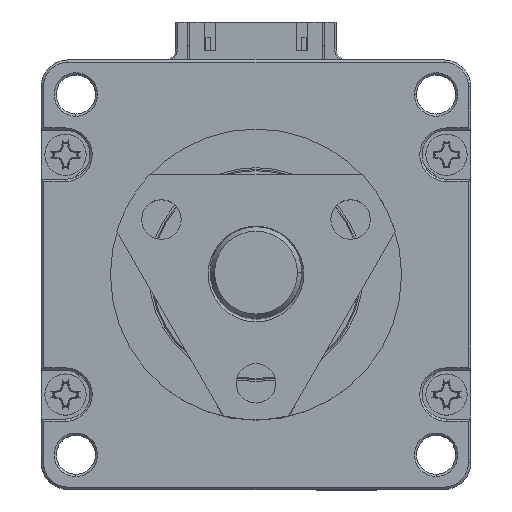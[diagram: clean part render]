
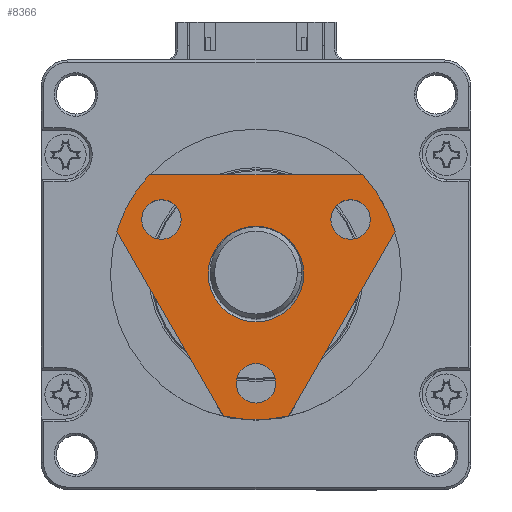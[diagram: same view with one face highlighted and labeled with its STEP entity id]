
A CAD part, top view. The second image highlights one B-rep face of the part: STEP entity #8366.
In plain terms, the highlighted planar face has unit normal (0, 0, 1).
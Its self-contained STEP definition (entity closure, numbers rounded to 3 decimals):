
#84 = CARTESIAN_POINT ( 'NONE',  ( 12.376, 7.145, 40.4 ) ) ;
#218 = CARTESIAN_POINT ( 'NONE',  ( -12.376, 4.565, 40.4 ) ) ;
#404 = DIRECTION ( 'NONE',  ( 0., 1., 0. ) ) ;
#667 = DIRECTION ( 'NONE',  ( 0., -1., 0. ) ) ;
#766 = VERTEX_POINT ( 'NONE', #20371 ) ;
#959 = ORIENTED_EDGE ( 'NONE', *, *, #2679, .F. ) ;
#1139 = AXIS2_PLACEMENT_3D ( 'NONE', #1728, #7058, #9199 ) ;
#1428 = VERTEX_POINT ( 'NONE', #2523 ) ;
#1461 = CARTESIAN_POINT ( 'NONE',  ( 0., 0., 40.4 ) ) ;
#1728 = CARTESIAN_POINT ( 'NONE',  ( 0., -14.29, 40.4 ) ) ;
#1833 = VERTEX_POINT ( 'NONE', #8054 ) ;
#1848 = CARTESIAN_POINT ( 'NONE',  ( 0., -14.29, 40.4 ) ) ;
#2173 = DIRECTION ( 'NONE',  ( 0., 0., 1. ) ) ;
#2292 = EDGE_CURVE ( 'NONE', #5725, #13292, #16806, .T. ) ;
#2523 = CARTESIAN_POINT ( 'NONE',  ( 6.25, 0., 40.4 ) ) ;
#2679 = EDGE_CURVE ( 'NONE', #19714, #2863, #11152, .T. ) ;
#2760 = AXIS2_PLACEMENT_3D ( 'NONE', #24214, #18643, #9049 ) ;
#2863 = VERTEX_POINT ( 'NONE', #21462 ) ;
#3074 = AXIS2_PLACEMENT_3D ( 'NONE', #1461, #12489, #14388 ) ;
#3182 = ORIENTED_EDGE ( 'NONE', *, *, #4730, .F. ) ;
#3335 = EDGE_CURVE ( 'NONE', #1428, #11369, #10110, .T. ) ;
#3963 = ORIENTED_EDGE ( 'NONE', *, *, #8027, .F. ) ;
#4276 = CARTESIAN_POINT ( 'NONE',  ( 0., 0., 40.4 ) ) ;
#4355 = EDGE_CURVE ( 'NONE', #5275, #5725, #23940, .T. ) ;
#4565 = ORIENTED_EDGE ( 'NONE', *, *, #3335, .F. ) ;
#4582 = AXIS2_PLACEMENT_3D ( 'NONE', #84, #22806, #9457 ) ;
#4610 = EDGE_CURVE ( 'NONE', #17741, #6598, #21557, .T. ) ;
#4689 = DIRECTION ( 'NONE',  ( 0., 0., -1. ) ) ;
#4730 = EDGE_CURVE ( 'NONE', #19487, #17741, #9973, .T. ) ;
#4829 = ORIENTED_EDGE ( 'NONE', *, *, #4960, .F. ) ;
#4898 = CARTESIAN_POINT ( 'NONE',  ( 18.221, 5.559, 40.4 ) ) ;
#4925 = ORIENTED_EDGE ( 'NONE', *, *, #2292, .F. ) ;
#4960 = EDGE_CURVE ( 'NONE', #766, #6833, #14694, .T. ) ;
#5275 = VERTEX_POINT ( 'NONE', #11983 ) ;
#5610 = CARTESIAN_POINT ( 'NONE',  ( 13.925, 13., 40.4 ) ) ;
#5636 = DIRECTION ( 'NONE',  ( 0., 0., 1. ) ) ;
#5725 = VERTEX_POINT ( 'NONE', #9831 ) ;
#5746 = CARTESIAN_POINT ( 'NONE',  ( -4.296, -18.559, 40.4 ) ) ;
#5860 = AXIS2_PLACEMENT_3D ( 'NONE', #8158, #4689, #667 ) ;
#5931 = DIRECTION ( 'NONE',  ( 0., 0., -1. ) ) ;
#5948 = CIRCLE ( 'NONE', #15003, 2.58 ) ;
#6207 = CARTESIAN_POINT ( 'NONE',  ( 18.221, 5.559, 40.4 ) ) ;
#6281 = CIRCLE ( 'NONE', #4582, 2.58 ) ;
#6591 = FACE_BOUND ( 'NONE', #11089, .T. ) ;
#6598 = VERTEX_POINT ( 'NONE', #4898 ) ;
#6833 = VERTEX_POINT ( 'NONE', #18762 ) ;
#6835 = VERTEX_POINT ( 'NONE', #7274 ) ;
#7024 = EDGE_LOOP ( 'NONE', ( #4565, #10743 ) ) ;
#7058 = DIRECTION ( 'NONE',  ( 0., 0., 1. ) ) ;
#7274 = CARTESIAN_POINT ( 'NONE',  ( -18.221, 5.559, 40.4 ) ) ;
#7333 = AXIS2_PLACEMENT_3D ( 'NONE', #1848, #5636, #22348 ) ;
#7611 = CIRCLE ( 'NONE', #15022, 19.05 ) ;
#7640 = EDGE_CURVE ( 'NONE', #13292, #6835, #20197, .T. ) ;
#7778 = FACE_BOUND ( 'NONE', #7024, .T. ) ;
#7815 = FACE_OUTER_BOUND ( 'NONE', #22010, .T. ) ;
#7891 = EDGE_LOOP ( 'NONE', ( #3963, #4829 ) ) ;
#8027 = EDGE_CURVE ( 'NONE', #6833, #766, #16054, .T. ) ;
#8054 = CARTESIAN_POINT ( 'NONE',  ( 12.376, 9.725, 40.4 ) ) ;
#8066 = CARTESIAN_POINT ( 'NONE',  ( 0., 0., 40.4 ) ) ;
#8158 = CARTESIAN_POINT ( 'NONE',  ( 0., 0., 40.4 ) ) ;
#8366 = ADVANCED_FACE ( 'NONE', ( #7778, #11336, #6591, #22936, #7815 ), #8961, .F. ) ;
#8655 = AXIS2_PLACEMENT_3D ( 'NONE', #8066, #21304, #11429 ) ;
#8849 = EDGE_CURVE ( 'NONE', #11369, #1428, #23222, .T. ) ;
#8961 = PLANE ( 'NONE',  #2760 ) ;
#9049 = DIRECTION ( 'NONE',  ( 0., 1., 0. ) ) ;
#9199 = DIRECTION ( 'NONE',  ( 0., 1., 0. ) ) ;
#9457 = DIRECTION ( 'NONE',  ( 0., 1., 0. ) ) ;
#9459 = EDGE_LOOP ( 'NONE', ( #13687, #959 ) ) ;
#9465 = DIRECTION ( 'NONE',  ( 0., 0., -1. ) ) ;
#9676 = DIRECTION ( 'NONE',  ( 0., 0., 1. ) ) ;
#9831 = CARTESIAN_POINT ( 'NONE',  ( 0., -19.05, 40.4 ) ) ;
#9973 = LINE ( 'NONE', #10358, #24508 ) ;
#10110 = CIRCLE ( 'NONE', #8655, 6.25 ) ;
#10358 = CARTESIAN_POINT ( 'NONE',  ( 0., 13., 40.4 ) ) ;
#10743 = ORIENTED_EDGE ( 'NONE', *, *, #8849, .F. ) ;
#11089 = EDGE_LOOP ( 'NONE', ( #17530, #21679 ) ) ;
#11152 = CIRCLE ( 'NONE', #15921, 2.58 ) ;
#11246 = ORIENTED_EDGE ( 'NONE', *, *, #4610, .F. ) ;
#11336 = FACE_BOUND ( 'NONE', #9459, .T. ) ;
#11369 = VERTEX_POINT ( 'NONE', #19043 ) ;
#11429 = DIRECTION ( 'NONE',  ( 1., 0., 0. ) ) ;
#11453 = DIRECTION ( 'NONE',  ( 0., 1., 0. ) ) ;
#11575 = CARTESIAN_POINT ( 'NONE',  ( -12.376, 7.145, 40.4 ) ) ;
#11895 = VERTEX_POINT ( 'NONE', #19016 ) ;
#11939 = LINE ( 'NONE', #6207, #22351 ) ;
#11983 = CARTESIAN_POINT ( 'NONE',  ( 4.296, -18.559, 40.4 ) ) ;
#12042 = DIRECTION ( 'NONE',  ( -0.5, -0.866, 0. ) ) ;
#12411 = ORIENTED_EDGE ( 'NONE', *, *, #19830, .F. ) ;
#12489 = DIRECTION ( 'NONE',  ( 0., 0., 1. ) ) ;
#12979 = EDGE_CURVE ( 'NONE', #2863, #19714, #13887, .T. ) ;
#13292 = VERTEX_POINT ( 'NONE', #16130 ) ;
#13687 = ORIENTED_EDGE ( 'NONE', *, *, #12979, .F. ) ;
#13887 = CIRCLE ( 'NONE', #19751, 2.58 ) ;
#13959 = CARTESIAN_POINT ( 'NONE',  ( 0., 0., 40.4 ) ) ;
#14388 = DIRECTION ( 'NONE',  ( 1., 0., 0. ) ) ;
#14396 = DIRECTION ( 'NONE',  ( 1., 0., 0. ) ) ;
#14643 = ORIENTED_EDGE ( 'NONE', *, *, #7640, .F. ) ;
#14694 = CIRCLE ( 'NONE', #1139, 2.58 ) ;
#15003 = AXIS2_PLACEMENT_3D ( 'NONE', #21008, #9676, #22947 ) ;
#15022 = AXIS2_PLACEMENT_3D ( 'NONE', #4276, #5931, #21147 ) ;
#15319 = EDGE_CURVE ( 'NONE', #6835, #19487, #7611, .T. ) ;
#15431 = ORIENTED_EDGE ( 'NONE', *, *, #15319, .F. ) ;
#15921 = AXIS2_PLACEMENT_3D ( 'NONE', #20913, #2173, #11453 ) ;
#16054 = CIRCLE ( 'NONE', #7333, 2.58 ) ;
#16130 = CARTESIAN_POINT ( 'NONE',  ( -4.296, -18.559, 40.4 ) ) ;
#16806 = CIRCLE ( 'NONE', #23272, 19.05 ) ;
#17530 = ORIENTED_EDGE ( 'NONE', *, *, #22349, .F. ) ;
#17741 = VERTEX_POINT ( 'NONE', #5610 ) ;
#18296 = ORIENTED_EDGE ( 'NONE', *, *, #4355, .F. ) ;
#18643 = DIRECTION ( 'NONE',  ( 0., 0., -1. ) ) ;
#18762 = CARTESIAN_POINT ( 'NONE',  ( 0., -11.71, 40.4 ) ) ;
#19016 = CARTESIAN_POINT ( 'NONE',  ( 12.376, 4.565, 40.4 ) ) ;
#19043 = CARTESIAN_POINT ( 'NONE',  ( -6.25, 0., 40.4 ) ) ;
#19487 = VERTEX_POINT ( 'NONE', #19848 ) ;
#19514 = DIRECTION ( 'NONE',  ( 0., 0., -1. ) ) ;
#19714 = VERTEX_POINT ( 'NONE', #218 ) ;
#19751 = AXIS2_PLACEMENT_3D ( 'NONE', #11575, #22978, #404 ) ;
#19830 = EDGE_CURVE ( 'NONE', #6598, #5275, #11939, .T. ) ;
#19848 = CARTESIAN_POINT ( 'NONE',  ( -13.925, 13., 40.4 ) ) ;
#20197 = LINE ( 'NONE', #5746, #21733 ) ;
#20371 = CARTESIAN_POINT ( 'NONE',  ( 0., -16.87, 40.4 ) ) ;
#20806 = CARTESIAN_POINT ( 'NONE',  ( 0., 0., 40.4 ) ) ;
#20913 = CARTESIAN_POINT ( 'NONE',  ( -12.376, 7.145, 40.4 ) ) ;
#21008 = CARTESIAN_POINT ( 'NONE',  ( 12.376, 7.145, 40.4 ) ) ;
#21147 = DIRECTION ( 'NONE',  ( 0., -1., 0. ) ) ;
#21304 = DIRECTION ( 'NONE',  ( 0., 0., 1. ) ) ;
#21462 = CARTESIAN_POINT ( 'NONE',  ( -12.376, 9.725, 40.4 ) ) ;
#21557 = CIRCLE ( 'NONE', #5860, 19.05 ) ;
#21679 = ORIENTED_EDGE ( 'NONE', *, *, #23236, .F. ) ;
#21694 = DIRECTION ( 'NONE',  ( 0., -1., 0. ) ) ;
#21733 = VECTOR ( 'NONE', #22874, 1000. ) ;
#22010 = EDGE_LOOP ( 'NONE', ( #15431, #14643, #4925, #18296, #12411, #11246, #3182 ) ) ;
#22348 = DIRECTION ( 'NONE',  ( 0., 1., 0. ) ) ;
#22349 = EDGE_CURVE ( 'NONE', #1833, #11895, #6281, .T. ) ;
#22351 = VECTOR ( 'NONE', #12042, 1000. ) ;
#22736 = DIRECTION ( 'NONE',  ( 0., -1., 0. ) ) ;
#22806 = DIRECTION ( 'NONE',  ( 0., 0., 1. ) ) ;
#22874 = DIRECTION ( 'NONE',  ( -0.5, 0.866, 0. ) ) ;
#22936 = FACE_BOUND ( 'NONE', #7891, .T. ) ;
#22947 = DIRECTION ( 'NONE',  ( 0., 1., 0. ) ) ;
#22978 = DIRECTION ( 'NONE',  ( 0., 0., 1. ) ) ;
#23222 = CIRCLE ( 'NONE', #3074, 6.25 ) ;
#23236 = EDGE_CURVE ( 'NONE', #11895, #1833, #5948, .T. ) ;
#23272 = AXIS2_PLACEMENT_3D ( 'NONE', #13959, #19514, #21694 ) ;
#23770 = AXIS2_PLACEMENT_3D ( 'NONE', #20806, #9465, #22736 ) ;
#23940 = CIRCLE ( 'NONE', #23770, 19.05 ) ;
#24214 = CARTESIAN_POINT ( 'NONE',  ( 0., 0., 40.4 ) ) ;
#24508 = VECTOR ( 'NONE', #14396, 1000. ) ;
